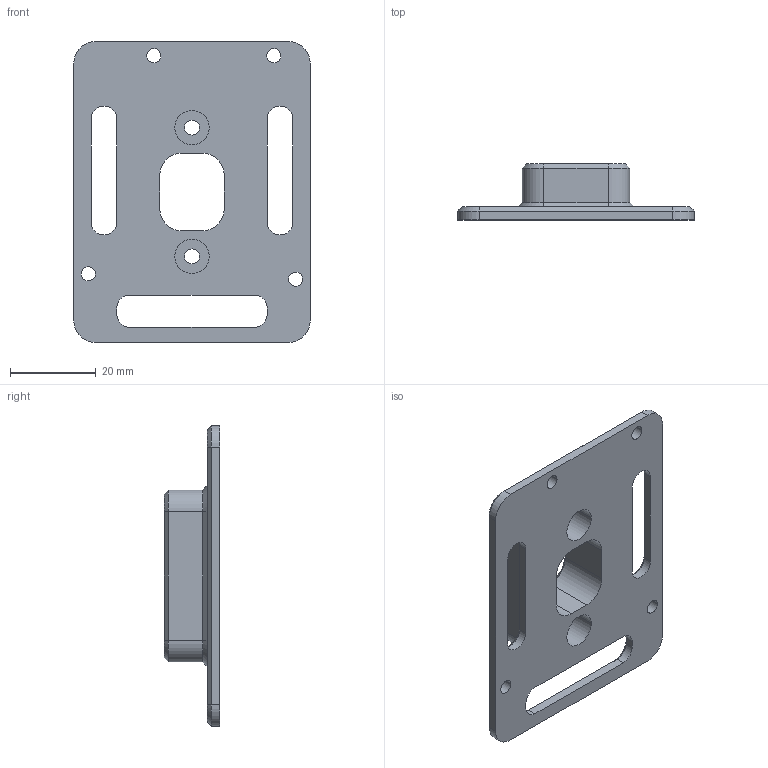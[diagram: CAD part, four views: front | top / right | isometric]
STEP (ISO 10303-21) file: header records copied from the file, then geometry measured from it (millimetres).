
FILE_DESCRIPTION((''),'2;1');
FILE_NAME('UNO_MOUNT','2021-03-14T20:16:05',('jcha8'),(''),'CREO PARAMETRIC BY PTC INC, 2020281','CREO PARAMETRIC BY PTC INC, 2020281','');
FILE_SCHEMA(('CONFIG_CONTROL_DESIGN'));
Length unit declared in the file: millimetre
Products named in the file (1): UNO_MOUNT
Bounding box: 55 x 13 x 70 mm (x, y, z)
Volume: 14973 mm3; surface area: 9361.3 mm2
Topology: 1 solids, 1 shells, 121 faces, 288 edges, 172 vertices
Faces by surface type: plane 49, cylinder 36, cone 36
Entity records: 3528 total; most frequent: DIRECTION 638, CARTESIAN_POINT 581, ORIENTED_EDGE 576, EDGE_CURVE 288, AXIS2_PLACEMENT_3D 229, VECTOR 180, LINE 180, VERTEX_POINT 172
